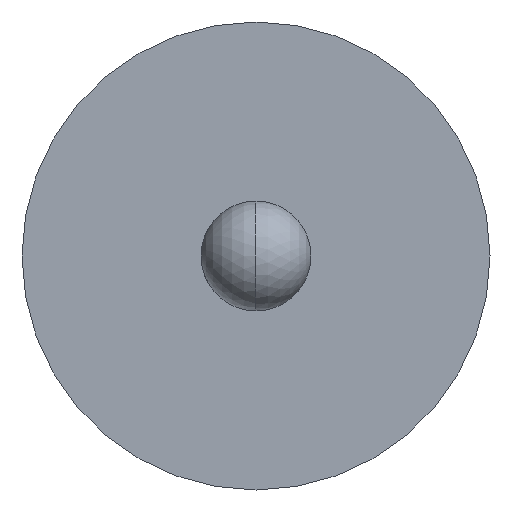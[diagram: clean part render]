
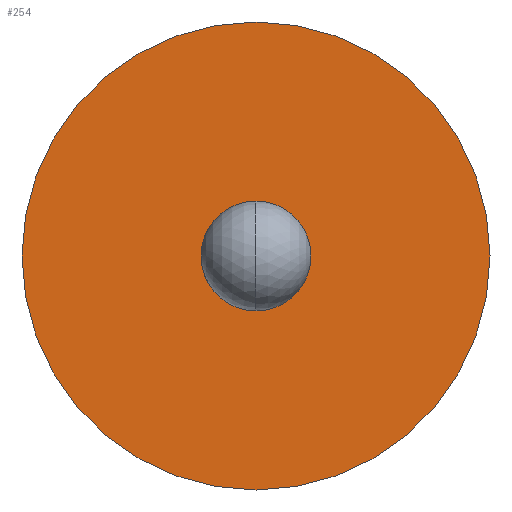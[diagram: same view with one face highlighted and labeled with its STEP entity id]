
A CAD part, left-side view. The second image highlights one B-rep face of the part: STEP entity #254.
In plain terms, the highlighted planar face has unit normal (-1, 0, 0).
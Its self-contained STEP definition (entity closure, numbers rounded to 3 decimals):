
#7 = EDGE_CURVE ( 'NONE', #374, #852, #478, .T. ) ;
#13 = CARTESIAN_POINT ( 'NONE',  ( -1.625, 0., 0.915 ) ) ;
#45 = DIRECTION ( 'NONE',  ( 1., 0., 0. ) ) ;
#60 = DIRECTION ( 'NONE',  ( 0., 0., -1. ) ) ;
#86 = EDGE_CURVE ( 'NONE', #657, #460, #453, .T. ) ;
#104 = EDGE_LOOP ( 'NONE', ( #844, #464 ) ) ;
#113 = ORIENTED_EDGE ( 'NONE', *, *, #644, .T. ) ;
#184 = DIRECTION ( 'NONE',  ( 0., 0., -1. ) ) ;
#223 = AXIS2_PLACEMENT_3D ( 'NONE', #303, #376, #227 ) ;
#227 = DIRECTION ( 'NONE',  ( 0., 0., -1. ) ) ;
#254 = ADVANCED_FACE ( 'NONE', ( #849, #398 ), #335, .T. ) ;
#263 = CARTESIAN_POINT ( 'NONE',  ( -1.625, 0.215, 0. ) ) ;
#267 = DIRECTION ( 'NONE',  ( -1., 0., 0. ) ) ;
#294 = CARTESIAN_POINT ( 'NONE',  ( -1.625, 0., 0.215 ) ) ;
#303 = CARTESIAN_POINT ( 'NONE',  ( -1.625, 0., 0. ) ) ;
#331 = CARTESIAN_POINT ( 'NONE',  ( -1.625, 0., 0. ) ) ;
#335 = PLANE ( 'NONE',  #581 ) ;
#370 = DIRECTION ( 'NONE',  ( 1., 0., 0. ) ) ;
#374 = VERTEX_POINT ( 'NONE', #13 ) ;
#376 = DIRECTION ( 'NONE',  ( 1., 0., 0. ) ) ;
#398 = FACE_OUTER_BOUND ( 'NONE', #104, .T. ) ;
#407 = EDGE_LOOP ( 'NONE', ( #113, #813 ) ) ;
#438 = CARTESIAN_POINT ( 'NONE',  ( -1.625, 0., 0. ) ) ;
#453 = CIRCLE ( 'NONE', #826, 0.215 ) ;
#460 = VERTEX_POINT ( 'NONE', #514 ) ;
#464 = ORIENTED_EDGE ( 'NONE', *, *, #7, .F. ) ;
#478 = CIRCLE ( 'NONE', #745, 0.915 ) ;
#514 = CARTESIAN_POINT ( 'NONE',  ( -1.625, 0., -0.215 ) ) ;
#536 = DIRECTION ( 'NONE',  ( 1., 0., 0. ) ) ;
#537 = DIRECTION ( 'NONE',  ( 0., 0., 1. ) ) ;
#540 = CIRCLE ( 'NONE', #223, 0.215 ) ;
#559 = CARTESIAN_POINT ( 'NONE',  ( -1.625, 0., -0.915 ) ) ;
#564 = CIRCLE ( 'NONE', #802, 0.915 ) ;
#565 = DIRECTION ( 'NONE',  ( 0., 0., -1. ) ) ;
#581 = AXIS2_PLACEMENT_3D ( 'NONE', #263, #267, #537 ) ;
#627 = EDGE_CURVE ( 'NONE', #852, #374, #564, .T. ) ;
#644 = EDGE_CURVE ( 'NONE', #460, #657, #540, .T. ) ;
#657 = VERTEX_POINT ( 'NONE', #294 ) ;
#745 = AXIS2_PLACEMENT_3D ( 'NONE', #331, #536, #60 ) ;
#789 = CARTESIAN_POINT ( 'NONE',  ( -1.625, 0., 0. ) ) ;
#802 = AXIS2_PLACEMENT_3D ( 'NONE', #438, #370, #565 ) ;
#813 = ORIENTED_EDGE ( 'NONE', *, *, #86, .T. ) ;
#826 = AXIS2_PLACEMENT_3D ( 'NONE', #789, #45, #184 ) ;
#844 = ORIENTED_EDGE ( 'NONE', *, *, #627, .F. ) ;
#849 = FACE_BOUND ( 'NONE', #407, .T. ) ;
#852 = VERTEX_POINT ( 'NONE', #559 ) ;
